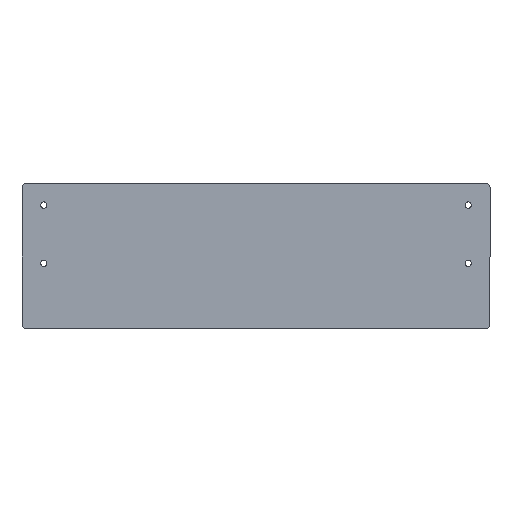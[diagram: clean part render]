
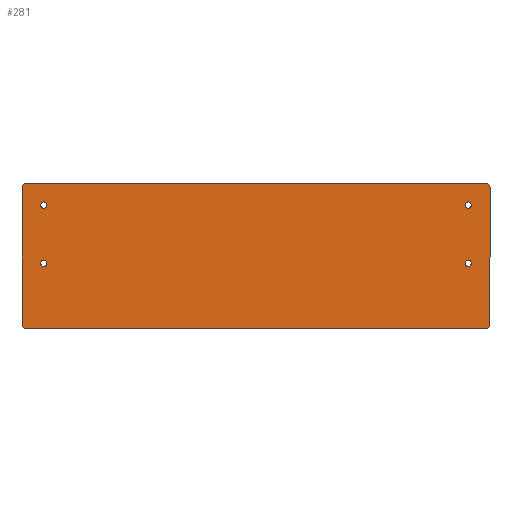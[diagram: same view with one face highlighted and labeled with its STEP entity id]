
A CAD part, top view. The second image highlights one B-rep face of the part: STEP entity #281.
In plain terms, the highlighted planar face has unit normal (0, 0, 1).
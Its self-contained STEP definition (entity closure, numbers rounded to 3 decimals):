
#2 = DIRECTION ( 'NONE',  ( 0., 0., -1. ) ) ;
#5 = AXIS2_PLACEMENT_3D ( 'NONE', #26, #456, #600 ) ;
#6 = EDGE_CURVE ( 'NONE', #42, #384, #173, .T. ) ;
#10 = ORIENTED_EDGE ( 'NONE', *, *, #28, .T. ) ;
#12 = VERTEX_POINT ( 'NONE', #590 ) ;
#13 = EDGE_CURVE ( 'NONE', #604, #298, #666, .T. ) ;
#16 = DIRECTION ( 'NONE',  ( 0., 0., 1. ) ) ;
#23 = EDGE_CURVE ( 'NONE', #234, #396, #172, .T. ) ;
#25 = ORIENTED_EDGE ( 'NONE', *, *, #146, .T. ) ;
#26 = CARTESIAN_POINT ( 'NONE',  ( -146., 35., 1. ) ) ;
#27 = DIRECTION ( 'NONE',  ( 1., 0., 0. ) ) ;
#28 = EDGE_CURVE ( 'NONE', #298, #604, #491, .T. ) ;
#31 = DIRECTION ( 'NONE',  ( -1., 0., 0. ) ) ;
#35 = DIRECTION ( 'NONE',  ( 1., 0., 0. ) ) ;
#37 = CARTESIAN_POINT ( 'NONE',  ( 0., 0., 1. ) ) ;
#40 = EDGE_CURVE ( 'NONE', #384, #402, #373, .T. ) ;
#41 = CARTESIAN_POINT ( 'NONE',  ( -158., 50., 1. ) ) ;
#42 = VERTEX_POINT ( 'NONE', #73 ) ;
#44 = FACE_BOUND ( 'NONE', #243, .T. ) ;
#45 = CIRCLE ( 'NONE', #340, 2.2 ) ;
#48 = EDGE_LOOP ( 'NONE', ( #350, #187 ) ) ;
#50 = EDGE_LOOP ( 'NONE', ( #331, #25, #575, #607, #362, #615, #494, #631 ) ) ;
#56 = ORIENTED_EDGE ( 'NONE', *, *, #13, .T. ) ;
#63 = CARTESIAN_POINT ( 'NONE',  ( 146., 35., 1. ) ) ;
#66 = VECTOR ( 'NONE', #588, 1000. ) ;
#73 = CARTESIAN_POINT ( 'NONE',  ( 161., -47., 1. ) ) ;
#76 = AXIS2_PLACEMENT_3D ( 'NONE', #344, #186, #27 ) ;
#77 = CIRCLE ( 'NONE', #584, 2.2 ) ;
#78 = EDGE_CURVE ( 'NONE', #137, #274, #45, .T. ) ;
#85 = CARTESIAN_POINT ( 'NONE',  ( -161., -47., 1. ) ) ;
#89 = DIRECTION ( 'NONE',  ( 1., 0., 0. ) ) ;
#90 = AXIS2_PLACEMENT_3D ( 'NONE', #518, #256, #35 ) ;
#102 = AXIS2_PLACEMENT_3D ( 'NONE', #37, #144, #311 ) ;
#105 = VERTEX_POINT ( 'NONE', #500 ) ;
#106 = EDGE_CURVE ( 'NONE', #312, #12, #288, .T. ) ;
#118 = CARTESIAN_POINT ( 'NONE',  ( 146., -5., 1. ) ) ;
#133 = EDGE_CURVE ( 'NONE', #560, #511, #528, .T. ) ;
#135 = CARTESIAN_POINT ( 'NONE',  ( 148.2, 35., 1. ) ) ;
#137 = VERTEX_POINT ( 'NONE', #242 ) ;
#144 = DIRECTION ( 'NONE',  ( 0., 0., 1. ) ) ;
#146 = EDGE_CURVE ( 'NONE', #633, #234, #645, .T. ) ;
#156 = EDGE_CURVE ( 'NONE', #396, #42, #395, .T. ) ;
#159 = ORIENTED_EDGE ( 'NONE', *, *, #583, .F. ) ;
#170 = CIRCLE ( 'NONE', #268, 2.2 ) ;
#172 = LINE ( 'NONE', #378, #66 ) ;
#173 = LINE ( 'NONE', #586, #582 ) ;
#178 = CARTESIAN_POINT ( 'NONE',  ( 158., -50., 1. ) ) ;
#183 = DIRECTION ( 'NONE',  ( 1., 0., 0. ) ) ;
#186 = DIRECTION ( 'NONE',  ( 0., 0., 1. ) ) ;
#187 = ORIENTED_EDGE ( 'NONE', *, *, #435, .T. ) ;
#194 = LINE ( 'NONE', #660, #462 ) ;
#213 = DIRECTION ( 'NONE',  ( -1., 0., 0. ) ) ;
#224 = EDGE_CURVE ( 'NONE', #274, #137, #244, .T. ) ;
#225 = CARTESIAN_POINT ( 'NONE',  ( 146., -5., 1. ) ) ;
#234 = VERTEX_POINT ( 'NONE', #307 ) ;
#237 = DIRECTION ( 'NONE',  ( -1., 0., 0. ) ) ;
#242 = CARTESIAN_POINT ( 'NONE',  ( -148.2, -5., 1. ) ) ;
#243 = EDGE_LOOP ( 'NONE', ( #159, #334 ) ) ;
#244 = CIRCLE ( 'NONE', #90, 2.2 ) ;
#256 = DIRECTION ( 'NONE',  ( 0., 0., 1. ) ) ;
#267 = CARTESIAN_POINT ( 'NONE',  ( 161., 47., 1. ) ) ;
#268 = AXIS2_PLACEMENT_3D ( 'NONE', #63, #2, #481 ) ;
#274 = VERTEX_POINT ( 'NONE', #305 ) ;
#277 = AXIS2_PLACEMENT_3D ( 'NONE', #447, #655, #183 ) ;
#281 = ADVANCED_FACE ( 'NONE', ( #563, #557, #44, #355, #457 ), #510, .T. ) ;
#282 = DIRECTION ( 'NONE',  ( 0., 0., 1. ) ) ;
#287 = CARTESIAN_POINT ( 'NONE',  ( 146., 35., 1. ) ) ;
#288 = CIRCLE ( 'NONE', #417, 3. ) ;
#289 = VERTEX_POINT ( 'NONE', #454 ) ;
#290 = CIRCLE ( 'NONE', #5, 2.2 ) ;
#292 = DIRECTION ( 'NONE',  ( 0., 0., 1. ) ) ;
#295 = DIRECTION ( 'NONE',  ( 1., 0., 0. ) ) ;
#298 = VERTEX_POINT ( 'NONE', #662 ) ;
#305 = CARTESIAN_POINT ( 'NONE',  ( -143.8, -5., 1. ) ) ;
#307 = CARTESIAN_POINT ( 'NONE',  ( -158., -50., 1. ) ) ;
#311 = DIRECTION ( 'NONE',  ( 1., 0., 0. ) ) ;
#312 = VERTEX_POINT ( 'NONE', #41 ) ;
#321 = AXIS2_PLACEMENT_3D ( 'NONE', #287, #390, #31 ) ;
#327 = DIRECTION ( 'NONE',  ( 0., 1., 0. ) ) ;
#331 = ORIENTED_EDGE ( 'NONE', *, *, #620, .T. ) ;
#334 = ORIENTED_EDGE ( 'NONE', *, *, #520, .F. ) ;
#340 = AXIS2_PLACEMENT_3D ( 'NONE', #489, #292, #295 ) ;
#344 = CARTESIAN_POINT ( 'NONE',  ( 158., 47., 1. ) ) ;
#350 = ORIENTED_EDGE ( 'NONE', *, *, #133, .T. ) ;
#355 = FACE_BOUND ( 'NONE', #48, .T. ) ;
#362 = ORIENTED_EDGE ( 'NONE', *, *, #6, .T. ) ;
#363 = AXIS2_PLACEMENT_3D ( 'NONE', #118, #606, #237 ) ;
#373 = CIRCLE ( 'NONE', #76, 3. ) ;
#378 = CARTESIAN_POINT ( 'NONE',  ( -161., -50., 1. ) ) ;
#384 = VERTEX_POINT ( 'NONE', #267 ) ;
#386 = CARTESIAN_POINT ( 'NONE',  ( 158., -47., 1. ) ) ;
#390 = DIRECTION ( 'NONE',  ( 0., 0., -1. ) ) ;
#395 = CIRCLE ( 'NONE', #460, 3. ) ;
#396 = VERTEX_POINT ( 'NONE', #178 ) ;
#399 = DIRECTION ( 'NONE',  ( 1., 0., 0. ) ) ;
#402 = VERTEX_POINT ( 'NONE', #422 ) ;
#405 = EDGE_LOOP ( 'NONE', ( #56, #10 ) ) ;
#417 = AXIS2_PLACEMENT_3D ( 'NONE', #650, #282, #440 ) ;
#422 = CARTESIAN_POINT ( 'NONE',  ( 158., 50., 1. ) ) ;
#429 = DIRECTION ( 'NONE',  ( 0., 0., -1. ) ) ;
#435 = EDGE_CURVE ( 'NONE', #511, #560, #170, .T. ) ;
#440 = DIRECTION ( 'NONE',  ( 1., 0., 0. ) ) ;
#447 = CARTESIAN_POINT ( 'NONE',  ( -158., -47., 1. ) ) ;
#450 = DIRECTION ( 'NONE',  ( 0., 0., 1. ) ) ;
#453 = LINE ( 'NONE', #605, #628 ) ;
#454 = CARTESIAN_POINT ( 'NONE',  ( -143.8, 35., 1. ) ) ;
#456 = DIRECTION ( 'NONE',  ( 0., 0., 1. ) ) ;
#457 = FACE_OUTER_BOUND ( 'NONE', #50, .T. ) ;
#460 = AXIS2_PLACEMENT_3D ( 'NONE', #386, #16, #399 ) ;
#462 = VECTOR ( 'NONE', #213, 1000. ) ;
#481 = DIRECTION ( 'NONE',  ( -1., 0., 0. ) ) ;
#489 = CARTESIAN_POINT ( 'NONE',  ( -146., -5., 1. ) ) ;
#491 = CIRCLE ( 'NONE', #363, 2.2 ) ;
#494 = ORIENTED_EDGE ( 'NONE', *, *, #657, .T. ) ;
#495 = CARTESIAN_POINT ( 'NONE',  ( -146., 35., 1. ) ) ;
#500 = CARTESIAN_POINT ( 'NONE',  ( -148.2, 35., 1. ) ) ;
#510 = PLANE ( 'NONE',  #102 ) ;
#511 = VERTEX_POINT ( 'NONE', #135 ) ;
#518 = CARTESIAN_POINT ( 'NONE',  ( -146., -5., 1. ) ) ;
#520 = EDGE_CURVE ( 'NONE', #289, #105, #77, .T. ) ;
#528 = CIRCLE ( 'NONE', #321, 2.2 ) ;
#537 = ORIENTED_EDGE ( 'NONE', *, *, #78, .F. ) ;
#553 = DIRECTION ( 'NONE',  ( 0., -1., 0. ) ) ;
#557 = FACE_BOUND ( 'NONE', #405, .T. ) ;
#560 = VERTEX_POINT ( 'NONE', #653 ) ;
#563 = FACE_BOUND ( 'NONE', #578, .T. ) ;
#575 = ORIENTED_EDGE ( 'NONE', *, *, #23, .T. ) ;
#578 = EDGE_LOOP ( 'NONE', ( #537, #626 ) ) ;
#582 = VECTOR ( 'NONE', #327, 1000. ) ;
#583 = EDGE_CURVE ( 'NONE', #105, #289, #290, .T. ) ;
#584 = AXIS2_PLACEMENT_3D ( 'NONE', #495, #450, #89 ) ;
#586 = CARTESIAN_POINT ( 'NONE',  ( 161., 50., 1. ) ) ;
#588 = DIRECTION ( 'NONE',  ( 1., 0., 0. ) ) ;
#590 = CARTESIAN_POINT ( 'NONE',  ( -161., 47., 1. ) ) ;
#600 = DIRECTION ( 'NONE',  ( 1., 0., 0. ) ) ;
#604 = VERTEX_POINT ( 'NONE', #651 ) ;
#605 = CARTESIAN_POINT ( 'NONE',  ( -161., 50., 1. ) ) ;
#606 = DIRECTION ( 'NONE',  ( 0., 0., -1. ) ) ;
#607 = ORIENTED_EDGE ( 'NONE', *, *, #156, .T. ) ;
#615 = ORIENTED_EDGE ( 'NONE', *, *, #40, .T. ) ;
#620 = EDGE_CURVE ( 'NONE', #12, #633, #453, .T. ) ;
#626 = ORIENTED_EDGE ( 'NONE', *, *, #224, .F. ) ;
#628 = VECTOR ( 'NONE', #553, 1000. ) ;
#631 = ORIENTED_EDGE ( 'NONE', *, *, #106, .T. ) ;
#633 = VERTEX_POINT ( 'NONE', #85 ) ;
#637 = AXIS2_PLACEMENT_3D ( 'NONE', #225, #429, #638 ) ;
#638 = DIRECTION ( 'NONE',  ( -1., 0., 0. ) ) ;
#645 = CIRCLE ( 'NONE', #277, 3. ) ;
#650 = CARTESIAN_POINT ( 'NONE',  ( -158., 47., 1. ) ) ;
#651 = CARTESIAN_POINT ( 'NONE',  ( 143.8, -5., 1. ) ) ;
#653 = CARTESIAN_POINT ( 'NONE',  ( 143.8, 35., 1. ) ) ;
#655 = DIRECTION ( 'NONE',  ( 0., 0., 1. ) ) ;
#657 = EDGE_CURVE ( 'NONE', #402, #312, #194, .T. ) ;
#660 = CARTESIAN_POINT ( 'NONE',  ( -161., 50., 1. ) ) ;
#662 = CARTESIAN_POINT ( 'NONE',  ( 148.2, -5., 1. ) ) ;
#666 = CIRCLE ( 'NONE', #637, 2.2 ) ;
